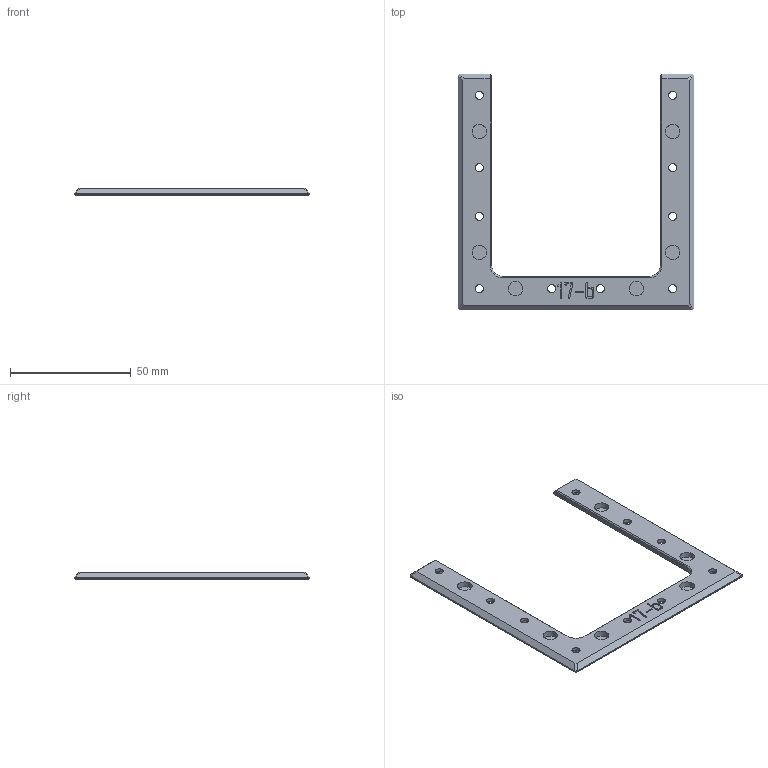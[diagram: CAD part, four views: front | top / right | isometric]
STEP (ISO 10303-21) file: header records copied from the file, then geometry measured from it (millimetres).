
FILE_DESCRIPTION(('FreeCAD Model'),'2;1');
FILE_NAME('Open CASCADE Shape Model','2023-10-15T10:54:30',(''),(''), 'Open CASCADE STEP processor 7.6','FreeCAD','Unknown');
FILE_SCHEMA(('AUTOMOTIVE_DESIGN { 1 0 10303 214 1 1 1 1 }'));
Length unit declared in the file: millimetre
Products named in the file (1): P0170-17-b_Magnetplatte
Bounding box: 97.6 x 97.6 x 3 mm (x, y, z)
Volume: 9380.6 mm3; surface area: 8771.2 mm2
Topology: 1 solids, 1 shells, 141 faces, 336 edges, 208 vertices
Faces by surface type: plane 69, extrusion 36, cylinder 18, cone 14, bspline 4
Full cylindrical faces by diameter (mm): 3.4 x10, 6 x6
Entity records: 8888 total; most frequent: CARTESIAN_POINT 2234, DIRECTION 1112, VECTOR 782, LINE 746, ORIENTED_EDGE 672, PCURVE 672, DEFINITIONAL_REPRESENTATION 672, EDGE_CURVE 336
